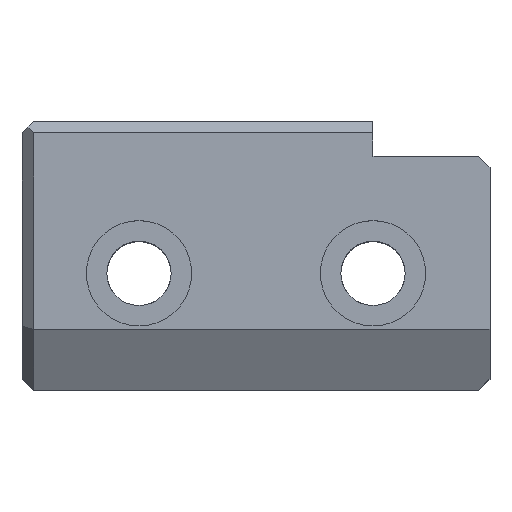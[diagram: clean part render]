
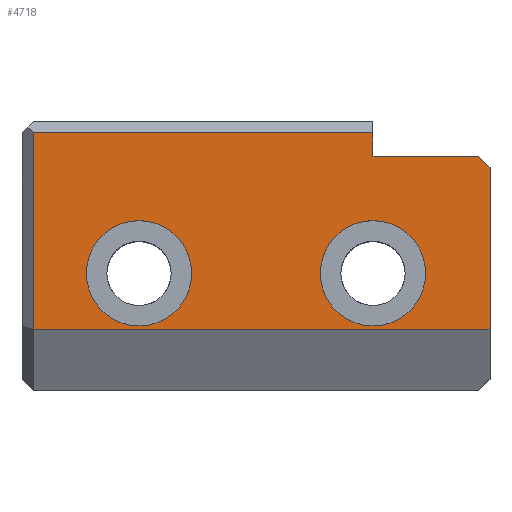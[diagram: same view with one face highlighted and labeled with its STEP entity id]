
A CAD part, top view. The second image highlights one B-rep face of the part: STEP entity #4718.
In plain terms, the highlighted planar face has unit normal (0, 0, 1).
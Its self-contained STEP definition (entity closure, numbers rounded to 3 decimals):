
#101 = VERTEX_POINT ( 'NONE', #1239 ) ;
#188 = CARTESIAN_POINT ( 'NONE',  ( 25., -4.804, 15. ) ) ;
#235 = VERTEX_POINT ( 'NONE', #2701 ) ;
#268 = ORIENTED_EDGE ( 'NONE', *, *, #3029, .T. ) ;
#278 = DIRECTION ( 'NONE',  ( 0., -1., 0. ) ) ;
#328 = DIRECTION ( 'NONE',  ( -1., 0., 0. ) ) ;
#348 = VERTEX_POINT ( 'NONE', #3176 ) ;
#387 = CARTESIAN_POINT ( 'NONE',  ( 15., -4.804, 15. ) ) ;
#440 = CARTESIAN_POINT ( 'NONE',  ( 15., -4.804, 15. ) ) ;
#443 = ORIENTED_EDGE ( 'NONE', *, *, #5242, .F. ) ;
#450 = CARTESIAN_POINT ( 'NONE',  ( 25., 10., 15. ) ) ;
#451 = ORIENTED_EDGE ( 'NONE', *, *, #4323, .F. ) ;
#548 = ORIENTED_EDGE ( 'NONE', *, *, #3383, .T. ) ;
#556 = VERTEX_POINT ( 'NONE', #3787 ) ;
#594 = VECTOR ( 'NONE', #2361, 1000. ) ;
#607 = DIRECTION ( 'NONE',  ( -1., 0., 0. ) ) ;
#620 = CARTESIAN_POINT ( 'NONE',  ( 15., 0., 15. ) ) ;
#643 = VECTOR ( 'NONE', #2471, 1000. ) ;
#792 = DIRECTION ( 'NONE',  ( -1., 0., 0. ) ) ;
#883 = ORIENTED_EDGE ( 'NONE', *, *, #3211, .T. ) ;
#951 = VERTEX_POINT ( 'NONE', #1167 ) ;
#981 = VERTEX_POINT ( 'NONE', #188 ) ;
#989 = FACE_BOUND ( 'NONE', #1447, .T. ) ;
#1024 = EDGE_LOOP ( 'NONE', ( #4821, #883, #3539, #4317, #548, #3822, #451 ) ) ;
#1043 = EDGE_CURVE ( 'NONE', #1362, #951, #4036, .T. ) ;
#1150 = EDGE_CURVE ( 'NONE', #101, #556, #2529, .T. ) ;
#1167 = CARTESIAN_POINT ( 'NONE',  ( 15., 10., 15. ) ) ;
#1197 = FACE_OUTER_BOUND ( 'NONE', #1024, .T. ) ;
#1239 = CARTESIAN_POINT ( 'NONE',  ( 10.5, 0., 15. ) ) ;
#1278 = EDGE_CURVE ( 'NONE', #235, #3757, #1714, .T. ) ;
#1362 = VERTEX_POINT ( 'NONE', #2813 ) ;
#1447 = EDGE_LOOP ( 'NONE', ( #3038, #443 ) ) ;
#1702 = DIRECTION ( 'NONE',  ( -1., 0., 0. ) ) ;
#1714 = LINE ( 'NONE', #3255, #594 ) ;
#1812 = FACE_BOUND ( 'NONE', #4233, .T. ) ;
#2032 = CARTESIAN_POINT ( 'NONE',  ( 25., 9., 15. ) ) ;
#2239 = EDGE_CURVE ( 'NONE', #348, #981, #5606, .T. ) ;
#2264 = DIRECTION ( 'NONE',  ( 0., 0., -1. ) ) ;
#2301 = DIRECTION ( 'NONE',  ( 0., 0., 1. ) ) ;
#2361 = DIRECTION ( 'NONE',  ( 0., -1., 0. ) ) ;
#2401 = CARTESIAN_POINT ( 'NONE',  ( -9.5, 0., 15. ) ) ;
#2471 = DIRECTION ( 'NONE',  ( -0.707, 0.707, 0. ) ) ;
#2529 = CIRCLE ( 'NONE', #3180, 4.5 ) ;
#2553 = DIRECTION ( 'NONE',  ( 1., 0., 0. ) ) ;
#2589 = VERTEX_POINT ( 'NONE', #2401 ) ;
#2612 = DIRECTION ( 'NONE',  ( -1., 0., 0. ) ) ;
#2673 = DIRECTION ( 'NONE',  ( 0., 0., 1. ) ) ;
#2701 = CARTESIAN_POINT ( 'NONE',  ( -14., 12., 15. ) ) ;
#2775 = CARTESIAN_POINT ( 'NONE',  ( 15., 12., 15. ) ) ;
#2813 = CARTESIAN_POINT ( 'NONE',  ( 24., 10., 15. ) ) ;
#2908 = AXIS2_PLACEMENT_3D ( 'NONE', #620, #5023, #607 ) ;
#2917 = LINE ( 'NONE', #2032, #643 ) ;
#2989 = LINE ( 'NONE', #440, #5200 ) ;
#2995 = LINE ( 'NONE', #387, #4595 ) ;
#3029 = EDGE_CURVE ( 'NONE', #556, #101, #4659, .T. ) ;
#3030 = VECTOR ( 'NONE', #4963, 1000. ) ;
#3038 = ORIENTED_EDGE ( 'NONE', *, *, #3884, .F. ) ;
#3176 = CARTESIAN_POINT ( 'NONE',  ( 25., 9., 15. ) ) ;
#3180 = AXIS2_PLACEMENT_3D ( 'NONE', #5342, #2264, #4424 ) ;
#3211 = EDGE_CURVE ( 'NONE', #348, #1362, #2917, .T. ) ;
#3255 = CARTESIAN_POINT ( 'NONE',  ( -14., -4.804, 15. ) ) ;
#3322 = VECTOR ( 'NONE', #2612, 1000. ) ;
#3351 = VECTOR ( 'NONE', #792, 1000. ) ;
#3383 = EDGE_CURVE ( 'NONE', #3491, #235, #5273, .T. ) ;
#3463 = AXIS2_PLACEMENT_3D ( 'NONE', #4681, #5147, #328 ) ;
#3478 = ORIENTED_EDGE ( 'NONE', *, *, #1150, .T. ) ;
#3491 = VERTEX_POINT ( 'NONE', #2775 ) ;
#3539 = ORIENTED_EDGE ( 'NONE', *, *, #1043, .T. ) ;
#3606 = AXIS2_PLACEMENT_3D ( 'NONE', #3612, #2301, #4121 ) ;
#3612 = CARTESIAN_POINT ( 'NONE',  ( -5., 0., 15. ) ) ;
#3757 = VERTEX_POINT ( 'NONE', #5568 ) ;
#3787 = CARTESIAN_POINT ( 'NONE',  ( 19.5, 0., 15. ) ) ;
#3822 = ORIENTED_EDGE ( 'NONE', *, *, #1278, .T. ) ;
#3884 = EDGE_CURVE ( 'NONE', #4095, #2589, #4731, .T. ) ;
#4036 = LINE ( 'NONE', #450, #3351 ) ;
#4095 = VERTEX_POINT ( 'NONE', #4466 ) ;
#4100 = CARTESIAN_POINT ( 'NONE',  ( 25., 0., 15. ) ) ;
#4121 = DIRECTION ( 'NONE',  ( 1., 0., 0. ) ) ;
#4233 = EDGE_LOOP ( 'NONE', ( #268, #3478 ) ) ;
#4300 = PLANE ( 'NONE',  #3463 ) ;
#4311 = CARTESIAN_POINT ( 'NONE',  ( -5., 0., 15. ) ) ;
#4317 = ORIENTED_EDGE ( 'NONE', *, *, #5444, .F. ) ;
#4323 = EDGE_CURVE ( 'NONE', #981, #3757, #2995, .T. ) ;
#4424 = DIRECTION ( 'NONE',  ( -1., 0., 0. ) ) ;
#4466 = CARTESIAN_POINT ( 'NONE',  ( -0.5, 0., 15. ) ) ;
#4595 = VECTOR ( 'NONE', #1702, 1000. ) ;
#4659 = CIRCLE ( 'NONE', #2908, 4.5 ) ;
#4681 = CARTESIAN_POINT ( 'NONE',  ( 15., -4.804, 15. ) ) ;
#4718 = ADVANCED_FACE ( 'NONE', ( #1812, #989, #1197 ), #4300, .F. ) ;
#4731 = CIRCLE ( 'NONE', #4836, 4.5 ) ;
#4821 = ORIENTED_EDGE ( 'NONE', *, *, #2239, .F. ) ;
#4825 = CARTESIAN_POINT ( 'NONE',  ( 15., 12., 15. ) ) ;
#4836 = AXIS2_PLACEMENT_3D ( 'NONE', #4311, #2673, #2553 ) ;
#4963 = DIRECTION ( 'NONE',  ( 0., -1., 0. ) ) ;
#5023 = DIRECTION ( 'NONE',  ( 0., 0., -1. ) ) ;
#5147 = DIRECTION ( 'NONE',  ( 0., 0., -1. ) ) ;
#5200 = VECTOR ( 'NONE', #278, 1000. ) ;
#5242 = EDGE_CURVE ( 'NONE', #2589, #4095, #5478, .T. ) ;
#5273 = LINE ( 'NONE', #4825, #3322 ) ;
#5342 = CARTESIAN_POINT ( 'NONE',  ( 15., 0., 15. ) ) ;
#5444 = EDGE_CURVE ( 'NONE', #3491, #951, #2989, .T. ) ;
#5478 = CIRCLE ( 'NONE', #3606, 4.5 ) ;
#5568 = CARTESIAN_POINT ( 'NONE',  ( -14., -4.804, 15. ) ) ;
#5606 = LINE ( 'NONE', #4100, #3030 ) ;
